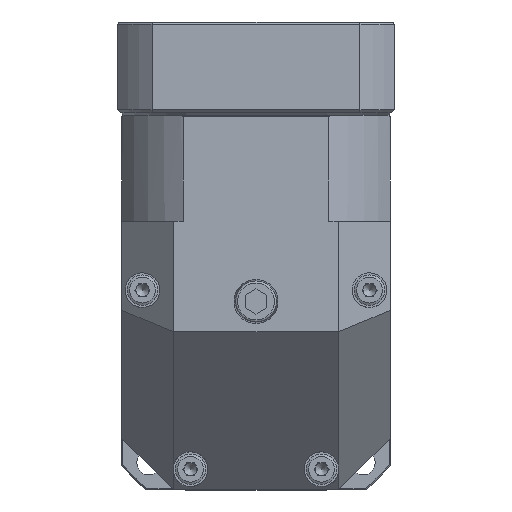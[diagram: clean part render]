
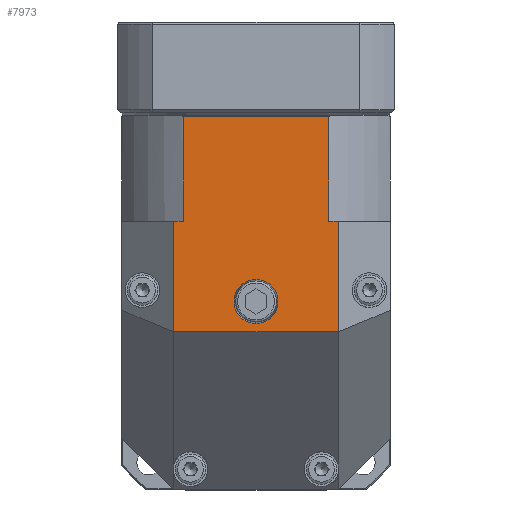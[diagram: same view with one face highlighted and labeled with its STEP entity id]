
A CAD part, front view. The second image highlights one B-rep face of the part: STEP entity #7973.
In plain terms, the highlighted planar face has unit normal (0, -1, 0).
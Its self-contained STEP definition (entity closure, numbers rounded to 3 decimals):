
#5478=CARTESIAN_POINT('',(0.0,-31.0,7.424));
#5479=VERTEX_POINT('',#5478);
#5480=CARTESIAN_POINT('',(0.0,-31.0,12.5));
#5481=DIRECTION('',(0.0,-1.0,0.0));
#5482=DIRECTION('',(0.0,0.0,-1.0));
#5483=AXIS2_PLACEMENT_3D('',#5480,#5481,#5482);
#5484=CIRCLE('',#5483,5.076);
#5485=EDGE_CURVE('',#5479,#5479,#5484,.T.);
#7899=CARTESIAN_POINT('',(-31.0,-31.0,55.5));
#7900=DIRECTION('',(0.0,-1.0,0.0));
#7901=DIRECTION('',(0.0,0.0,-1.0));
#7902=AXIS2_PLACEMENT_3D('',#7899,#7900,#7901);
#7903=PLANE('',#7902);
#7904=CARTESIAN_POINT('',(19.,-31.,5.5));
#7905=VERTEX_POINT('',#7904);
#7906=CARTESIAN_POINT('',(19.,-31.0,31.));
#7907=VERTEX_POINT('',#7906);
#7908=CARTESIAN_POINT('',(19.,-31.0,5.5));
#7909=DIRECTION('',(0.0,0.0,1.0));
#7910=VECTOR('',#7909,25.5);
#7911=LINE('',#7908,#7910);
#7912=EDGE_CURVE('',#7905,#7907,#7911,.T.);
#7913=ORIENTED_EDGE('',*,*,#7912,.T.);
#7914=CARTESIAN_POINT('',(16.78,-31.0,31.));
#7915=VERTEX_POINT('',#7914);
#7916=CARTESIAN_POINT('',(19.,-31.0,31.));
#7917=DIRECTION('',(-1.0,0.0,0.0));
#7918=VECTOR('',#7917,2.22);
#7919=LINE('',#7916,#7918);
#7920=EDGE_CURVE('',#7907,#7915,#7919,.T.);
#7921=ORIENTED_EDGE('',*,*,#7920,.T.);
#7922=CARTESIAN_POINT('',(16.78,-31.0,55.2));
#7923=VERTEX_POINT('',#7922);
#7924=CARTESIAN_POINT('',(16.78,-31.0,31.));
#7925=DIRECTION('',(0.0,0.0,1.0));
#7926=VECTOR('',#7925,24.2);
#7927=LINE('',#7924,#7926);
#7928=EDGE_CURVE('',#7915,#7923,#7927,.T.);
#7929=ORIENTED_EDGE('',*,*,#7928,.T.);
#7930=CARTESIAN_POINT('',(-16.78,-31.0,55.2));
#7931=VERTEX_POINT('',#7930);
#7932=CARTESIAN_POINT('',(16.78,-31.0,55.2));
#7933=DIRECTION('',(-1.0,0.0,0.0));
#7934=VECTOR('',#7933,33.56);
#7935=LINE('',#7932,#7934);
#7936=EDGE_CURVE('',#7923,#7931,#7935,.T.);
#7937=ORIENTED_EDGE('',*,*,#7936,.T.);
#7938=CARTESIAN_POINT('',(-16.78,-31.0,31.));
#7939=VERTEX_POINT('',#7938);
#7940=CARTESIAN_POINT('',(-16.78,-31.0,55.2));
#7941=DIRECTION('',(0.0,0.0,-1.0));
#7942=VECTOR('',#7941,24.2);
#7943=LINE('',#7940,#7942);
#7944=EDGE_CURVE('',#7931,#7939,#7943,.T.);
#7945=ORIENTED_EDGE('',*,*,#7944,.T.);
#7946=CARTESIAN_POINT('',(-19.,-31.0,31.));
#7947=VERTEX_POINT('',#7946);
#7948=CARTESIAN_POINT('',(-16.78,-31.0,31.));
#7949=DIRECTION('',(-1.0,0.0,0.0));
#7950=VECTOR('',#7949,2.22);
#7951=LINE('',#7948,#7950);
#7952=EDGE_CURVE('',#7939,#7947,#7951,.T.);
#7953=ORIENTED_EDGE('',*,*,#7952,.T.);
#7954=CARTESIAN_POINT('',(-19.,-31.,5.5));
#7955=VERTEX_POINT('',#7954);
#7956=CARTESIAN_POINT('',(-19.,-31.0,31.));
#7957=DIRECTION('',(0.0,0.0,-1.0));
#7958=VECTOR('',#7957,25.5);
#7959=LINE('',#7956,#7958);
#7960=EDGE_CURVE('',#7947,#7955,#7959,.T.);
#7961=ORIENTED_EDGE('',*,*,#7960,.T.);
#7962=CARTESIAN_POINT('',(19.,-31.,5.5));
#7963=DIRECTION('',(-1.0,0.0,0.0));
#7964=VECTOR('',#7963,38.);
#7965=LINE('',#7962,#7964);
#7966=EDGE_CURVE('',#7905,#7955,#7965,.T.);
#7967=ORIENTED_EDGE('',*,*,#7966,.F.);
#7968=EDGE_LOOP('',(#7913,#7921,#7929,#7937,#7945,#7953,#7961,#7967));
#7969=FACE_OUTER_BOUND('',#7968,.T.);
#7970=ORIENTED_EDGE('',*,*,#5485,.F.);
#7971=EDGE_LOOP('',(#7970));
#7972=FACE_BOUND('',#7971,.T.);
#7973=ADVANCED_FACE('',(#7969,#7972),#7903,.T.);
